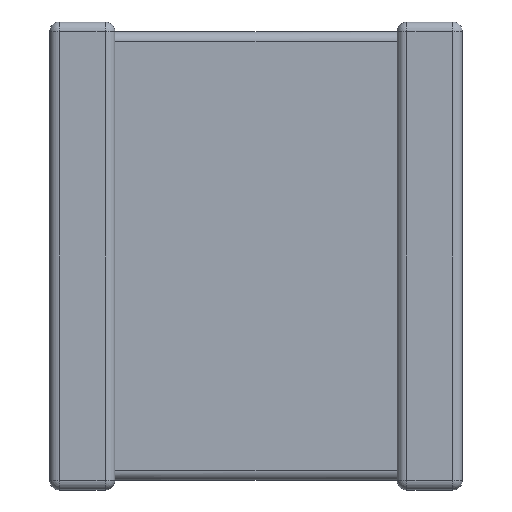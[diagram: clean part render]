
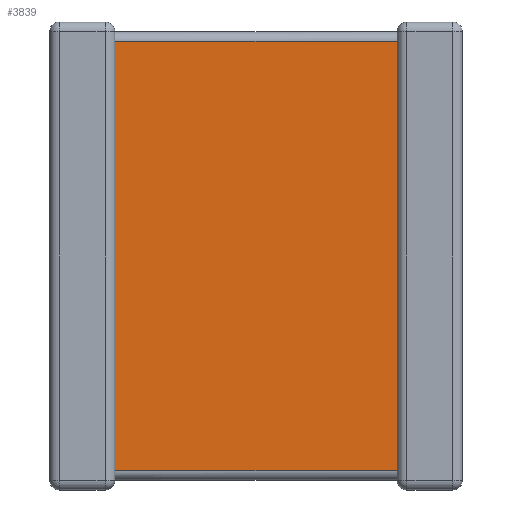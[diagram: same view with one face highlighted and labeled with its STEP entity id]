
A CAD part, front view. The second image highlights one B-rep face of the part: STEP entity #3839.
In plain terms, the highlighted planar face has unit normal (0, -1, 0).
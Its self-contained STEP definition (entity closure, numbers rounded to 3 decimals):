
#10 = ORIENTED_EDGE ( 'NONE', *, *, #2200, .T. ) ;
#44 = CARTESIAN_POINT ( 'NONE',  ( 0.95, 0.141, -6.8 ) ) ;
#89 = LINE ( 'NONE', #3017, #548 ) ;
#150 = VERTEX_POINT ( 'NONE', #3008 ) ;
#301 = DIRECTION ( 'NONE',  ( -1., 0., 0. ) ) ;
#354 = VECTOR ( 'NONE', #301, 1000. ) ;
#419 = DIRECTION ( 'NONE',  ( 1., 0., 0. ) ) ;
#548 = VECTOR ( 'NONE', #4158, 1000. ) ;
#781 = PLANE ( 'NONE',  #2941 ) ;
#984 = CARTESIAN_POINT ( 'NONE',  ( 5.05, 0.141, -0.283 ) ) ;
#1045 = CARTESIAN_POINT ( 'NONE',  ( 5.05, 0.141, -6.8 ) ) ;
#1284 = EDGE_CURVE ( 'NONE', #150, #1750, #89, .T. ) ;
#1456 = LINE ( 'NONE', #1555, #1900 ) ;
#1555 = CARTESIAN_POINT ( 'NONE',  ( 5.05, 0.141, -6.517 ) ) ;
#1656 = EDGE_CURVE ( 'NONE', #1695, #1750, #4263, .T. ) ;
#1695 = VERTEX_POINT ( 'NONE', #984 ) ;
#1750 = VERTEX_POINT ( 'NONE', #4658 ) ;
#1900 = VECTOR ( 'NONE', #419, 1000. ) ;
#1912 = ORIENTED_EDGE ( 'NONE', *, *, #1656, .T. ) ;
#2025 = ORIENTED_EDGE ( 'NONE', *, *, #3782, .T. ) ;
#2200 = EDGE_CURVE ( 'NONE', #150, #3560, #1456, .T. ) ;
#2271 = LINE ( 'NONE', #1045, #2454 ) ;
#2454 = VECTOR ( 'NONE', #3256, 1000. ) ;
#2579 = DIRECTION ( 'NONE',  ( 0., 0., -1. ) ) ;
#2609 = FACE_OUTER_BOUND ( 'NONE', #2766, .T. ) ;
#2766 = EDGE_LOOP ( 'NONE', ( #3274, #10, #2025, #1912 ) ) ;
#2941 = AXIS2_PLACEMENT_3D ( 'NONE', #44, #3691, #2579 ) ;
#3008 = CARTESIAN_POINT ( 'NONE',  ( 0.95, 0.141, -6.517 ) ) ;
#3017 = CARTESIAN_POINT ( 'NONE',  ( 0.95, 0.141, -6.8 ) ) ;
#3256 = DIRECTION ( 'NONE',  ( 0., 0., 1. ) ) ;
#3274 = ORIENTED_EDGE ( 'NONE', *, *, #1284, .F. ) ;
#3560 = VERTEX_POINT ( 'NONE', #3863 ) ;
#3691 = DIRECTION ( 'NONE',  ( 0., -1., 0. ) ) ;
#3782 = EDGE_CURVE ( 'NONE', #3560, #1695, #2271, .T. ) ;
#3839 = ADVANCED_FACE ( 'NONE', ( #2609 ), #781, .T. ) ;
#3863 = CARTESIAN_POINT ( 'NONE',  ( 5.05, 0.141, -6.517 ) ) ;
#4158 = DIRECTION ( 'NONE',  ( 0., 0., 1. ) ) ;
#4263 = LINE ( 'NONE', #4316, #354 ) ;
#4316 = CARTESIAN_POINT ( 'NONE',  ( 0.95, 0.141, -0.283 ) ) ;
#4658 = CARTESIAN_POINT ( 'NONE',  ( 0.95, 0.141, -0.283 ) ) ;
